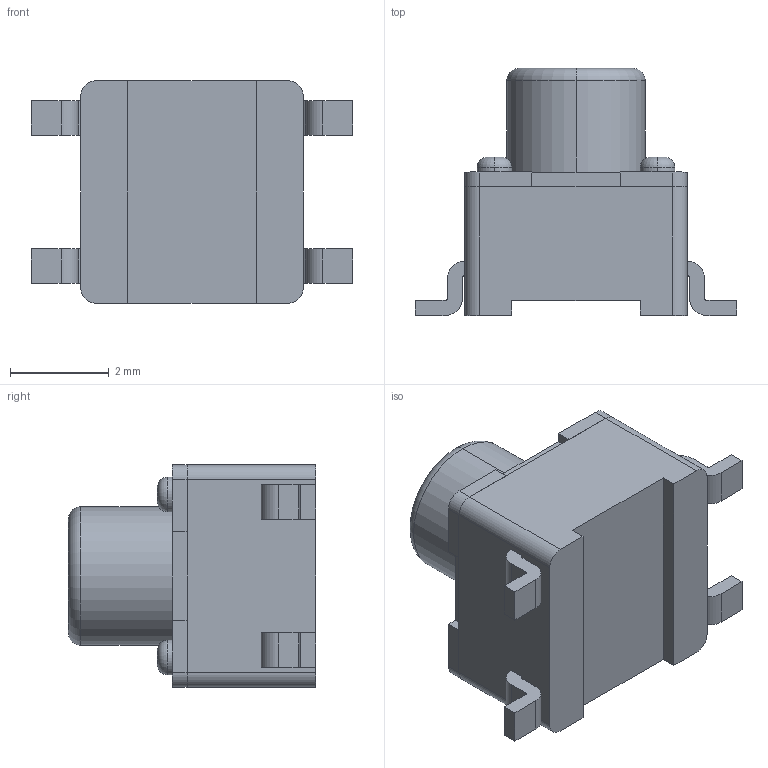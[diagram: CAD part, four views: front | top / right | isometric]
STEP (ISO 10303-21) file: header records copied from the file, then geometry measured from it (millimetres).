
FILE_DESCRIPTION (( 'STEP AP214' ), '1' );
FILE_NAME ('PTS 647 SM50 SMTR2 LFS.STEP', '2024-09-17T20:20:13', ( '' ), ( '' ), 'SwSTEP 2.0', 'SolidWorks 2021', '' );
FILE_SCHEMA (( 'AUTOMOTIVE_DESIGN' ));
Length unit declared in the file: millimetre
Products named in the file (1): PTS 647 SM50 SMTR2 LFS
Bounding box: 6.5 x 5 x 4.5 mm (x, y, z)
Volume: 69.1 mm3; surface area: 178.7 mm2
Topology: 7 solids, 7 shells, 122 faces, 302 edges, 198 vertices
Faces by surface type: plane 70, cylinder 42, torus 10
Entity records: 3734 total; most frequent: DIRECTION 652, CARTESIAN_POINT 623, ORIENTED_EDGE 604, EDGE_CURVE 302, AXIS2_PLACEMENT_3D 227, LINE 198, VECTOR 198, VERTEX_POINT 198
